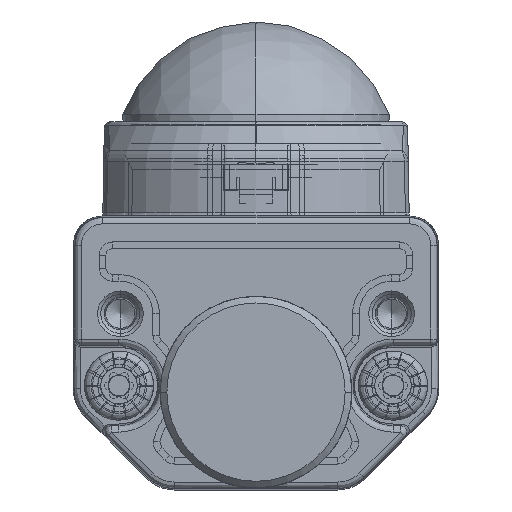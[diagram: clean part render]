
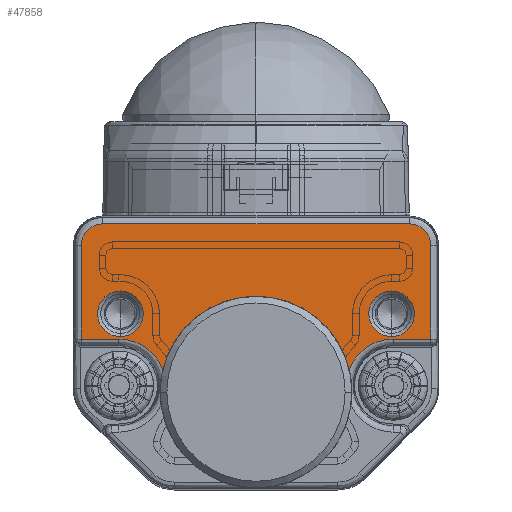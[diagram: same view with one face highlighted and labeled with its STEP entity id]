
A CAD part, left-side view. The second image highlights one B-rep face of the part: STEP entity #47858.
In plain terms, the highlighted face is planar.
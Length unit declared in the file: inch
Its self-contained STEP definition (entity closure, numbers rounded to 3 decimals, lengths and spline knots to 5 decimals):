
#44553=CARTESIAN_POINT('',(13.,8.,10.5));
#44554=DIRECTION('',(-1.,0.,0.));
#44555=DIRECTION('',(0.,1.,0.));
#44556=AXIS2_PLACEMENT_3D('',#44553,#44554,#44555);
#44558=DIRECTION('',(0.,0.,-1.));
#44559=VECTOR('',#44558,2.8909);
#44560=CARTESIAN_POINT('',(13.,11.56353,13.3909));
#44561=LINE('',#44560,#44559);
#44562=DIRECTION('',(0.,-1.,0.));
#44563=VECTOR('',#44562,7.18647);
#44564=CARTESIAN_POINT('',(13.,18.75,13.3909));
#44565=LINE('',#44564,#44563);
#44566=CARTESIAN_POINT('',(13.,18.75,11.75));
#44567=DIRECTION('',(1.,0.,0.));
#44568=DIRECTION('',(0.,1.,0.));
#44569=AXIS2_PLACEMENT_3D('',#44566,#44567,#44568);
#44571=DIRECTION('',(0.,0.,1.));
#44572=VECTOR('',#44571,23.5);
#44573=CARTESIAN_POINT('',(13.,20.3909,-11.75));
#44574=LINE('',#44573,#44572);
#44575=CARTESIAN_POINT('',(13.,18.75,-11.75));
#44576=DIRECTION('',(1.,0.,0.));
#44577=DIRECTION('',(0.,0.,-1.));
#44578=AXIS2_PLACEMENT_3D('',#44575,#44576,#44577);
#44580=DIRECTION('',(0.,1.,0.));
#44581=VECTOR('',#44580,7.18647);
#44582=CARTESIAN_POINT('',(13.,11.56353,-13.3909));
#44583=LINE('',#44582,#44581);
#44584=DIRECTION('',(0.,0.,-1.));
#44585=VECTOR('',#44584,2.8909);
#44586=CARTESIAN_POINT('',(13.,11.56353,-10.5));
#44587=LINE('',#44586,#44585);
#44588=CARTESIAN_POINT('',(13.,8.,-10.5));
#44589=DIRECTION('',(-1.,0.,0.));
#44590=DIRECTION('',(0.,0.34,0.941));
#44591=AXIS2_PLACEMENT_3D('',#44588,#44589,#44590);
#44593=CARTESIAN_POINT('',(13.,7.5,0.));
#44594=DIRECTION('',(1.,0.,0.));
#44595=DIRECTION('',(0.,0.233,-0.973));
#44596=AXIS2_PLACEMENT_3D('',#44593,#44594,#44595);
#44652=CARTESIAN_POINT('',(13.,13.5,-10.3923));
#44653=DIRECTION('',(-1.,0.,0.));
#44654=DIRECTION('',(0.,1.,0.));
#44655=AXIS2_PLACEMENT_3D('',#44652,#44653,#44654);
#44657=CARTESIAN_POINT('',(13.,13.5,-10.3923));
#44658=DIRECTION('',(-1.,0.,0.));
#44659=DIRECTION('',(0.,-1.,0.));
#44660=AXIS2_PLACEMENT_3D('',#44657,#44658,#44659);
#44662=CARTESIAN_POINT('',(13.,13.5,10.3923));
#44663=DIRECTION('',(-1.,0.,0.));
#44664=DIRECTION('',(0.,1.,0.));
#44665=AXIS2_PLACEMENT_3D('',#44662,#44663,#44664);
#44667=CARTESIAN_POINT('',(13.,13.5,10.3923));
#44668=DIRECTION('',(-1.,0.,0.));
#44669=DIRECTION('',(0.,-1.,0.));
#44670=AXIS2_PLACEMENT_3D('',#44667,#44668,#44669);
#45309=CARTESIAN_POINT('',(13.,20.3909,11.75));
#45310=CARTESIAN_POINT('',(13.,18.75,13.3909));
#45311=VERTEX_POINT('',#45309);
#45312=VERTEX_POINT('',#45310);
#45317=CARTESIAN_POINT('',(13.,20.3909,-11.75));
#45318=VERTEX_POINT('',#45317);
#45321=CARTESIAN_POINT('',(13.,18.75,-13.3909));
#45322=VERTEX_POINT('',#45321);
#45357=CARTESIAN_POINT('',(13.,11.56353,10.5));
#45358=CARTESIAN_POINT('',(13.,9.21015,7.14824));
#45359=VERTEX_POINT('',#45357);
#45360=VERTEX_POINT('',#45358);
#45389=CARTESIAN_POINT('',(13.,11.56353,13.3909));
#45390=VERTEX_POINT('',#45389);
#45399=CARTESIAN_POINT('',(13.,9.21015,-7.14824));
#45400=CARTESIAN_POINT('',(13.,11.56353,-10.5));
#45401=VERTEX_POINT('',#45399);
#45402=VERTEX_POINT('',#45400);
#45431=CARTESIAN_POINT('',(13.,11.56353,-13.3909));
#45432=VERTEX_POINT('',#45431);
#45631=CARTESIAN_POINT('',(13.,15.25,-10.3923));
#45632=CARTESIAN_POINT('',(13.,11.75,-10.3923));
#45633=VERTEX_POINT('',#45631);
#45634=VERTEX_POINT('',#45632);
#45635=CARTESIAN_POINT('',(13.,15.25,10.3923));
#45636=CARTESIAN_POINT('',(13.,11.75,10.3923));
#45637=VERTEX_POINT('',#45635);
#45638=VERTEX_POINT('',#45636);
#47819=CARTESIAN_POINT('',(13.,0.,0.));
#47820=DIRECTION('',(1.,0.,0.));
#47821=DIRECTION('',(0.,0.,-1.));
#47822=AXIS2_PLACEMENT_3D('',#47819,#47820,#47821);
#47823=PLANE('',#47822);
#47825=ORIENTED_EDGE('',*,*,#47824,.F.);
#47827=ORIENTED_EDGE('',*,*,#47826,.F.);
#47829=ORIENTED_EDGE('',*,*,#47828,.F.);
#47831=ORIENTED_EDGE('',*,*,#47830,.F.);
#47833=ORIENTED_EDGE('',*,*,#47832,.F.);
#47835=ORIENTED_EDGE('',*,*,#47834,.F.);
#47837=ORIENTED_EDGE('',*,*,#47836,.F.);
#47839=ORIENTED_EDGE('',*,*,#47838,.F.);
#47841=ORIENTED_EDGE('',*,*,#47840,.F.);
#47843=ORIENTED_EDGE('',*,*,#47842,.T.);
#47844=EDGE_LOOP('',(#47825,#47827,#47829,#47831,#47833,#47835,#47837,#47839,
#47841,#47843));
#47845=FACE_OUTER_BOUND('',#47844,.F.);
#47847=ORIENTED_EDGE('',*,*,#47846,.F.);
#47849=ORIENTED_EDGE('',*,*,#47848,.F.);
#47850=EDGE_LOOP('',(#47847,#47849));
#47851=FACE_BOUND('',#47850,.F.);
#47853=ORIENTED_EDGE('',*,*,#47852,.F.);
#47855=ORIENTED_EDGE('',*,*,#47854,.F.);
#47856=EDGE_LOOP('',(#47853,#47855));
#47857=FACE_BOUND('',#47856,.F.);
#47858=ADVANCED_FACE('',(#47845,#47851,#47857),#47823,.T.);
#44557=CIRCLE('',#44556,3.56353);
#44570=CIRCLE('',#44569,1.6409);
#44579=CIRCLE('',#44578,1.6409);
#44592=CIRCLE('',#44591,3.56353);
#44597=CIRCLE('',#44596,7.35);
#44656=CIRCLE('',#44655,1.75);
#44661=CIRCLE('',#44660,1.75);
#44666=CIRCLE('',#44665,1.75);
#44671=CIRCLE('',#44670,1.75);
#47824=EDGE_CURVE('',#45359,#45360,#44557,.T.);
#47826=EDGE_CURVE('',#45390,#45359,#44561,.T.);
#47828=EDGE_CURVE('',#45312,#45390,#44565,.T.);
#47830=EDGE_CURVE('',#45311,#45312,#44570,.T.);
#47832=EDGE_CURVE('',#45318,#45311,#44574,.T.);
#47834=EDGE_CURVE('',#45322,#45318,#44579,.T.);
#47836=EDGE_CURVE('',#45432,#45322,#44583,.T.);
#47838=EDGE_CURVE('',#45402,#45432,#44587,.T.);
#47840=EDGE_CURVE('',#45401,#45402,#44592,.T.);
#47842=EDGE_CURVE('',#45401,#45360,#44597,.T.);
#47846=EDGE_CURVE('',#45633,#45634,#44656,.T.);
#47848=EDGE_CURVE('',#45634,#45633,#44661,.T.);
#47852=EDGE_CURVE('',#45637,#45638,#44666,.T.);
#47854=EDGE_CURVE('',#45638,#45637,#44671,.T.);
